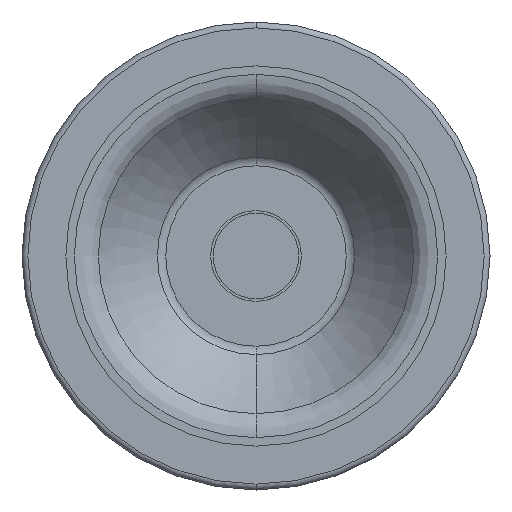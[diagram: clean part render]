
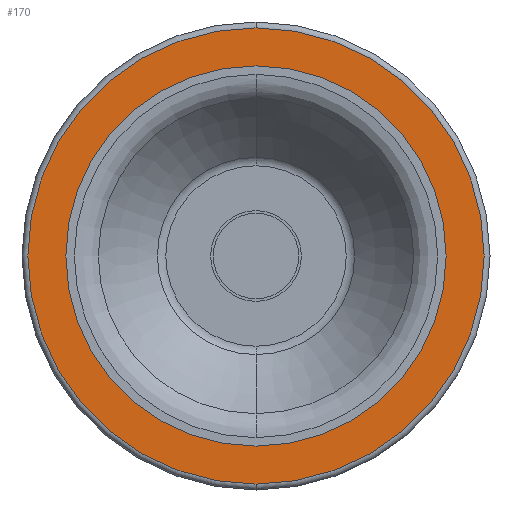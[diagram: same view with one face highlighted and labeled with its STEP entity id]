
A CAD part, front view. The second image highlights one B-rep face of the part: STEP entity #170.
In plain terms, the highlighted planar face has unit normal (0, -1, 0).
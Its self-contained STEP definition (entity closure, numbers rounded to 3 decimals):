
#7 = VERTEX_POINT ( 'NONE', #1034 ) ;
#8 = VERTEX_POINT ( 'NONE', #1033 ) ;
#10 = EDGE_CURVE ( 'NONE', #7, #8, #1032, .T. ) ;
#159 = VERTEX_POINT ( 'NONE', #1043 ) ;
#170 = ADVANCED_FACE ( 'NONE', ( #1083, #1073 ), #1072, .F. ) ;
#242 = EDGE_LOOP ( 'NONE', ( #317, #366 ) ) ;
#254 = EDGE_CURVE ( 'NONE', #255, #159, #1250, .T. ) ;
#255 = VERTEX_POINT ( 'NONE', #1270 ) ;
#281 = EDGE_CURVE ( 'NONE', #159, #255, #1360, .T. ) ;
#284 = ORIENTED_EDGE ( 'NONE', *, *, #254, .F. ) ;
#295 = ORIENTED_EDGE ( 'NONE', *, *, #281, .F. ) ;
#317 = ORIENTED_EDGE ( 'NONE', *, *, #322, .T. ) ;
#322 = EDGE_CURVE ( 'NONE', #8, #7, #1371, .T. ) ;
#360 = EDGE_LOOP ( 'NONE', ( #295, #284 ) ) ;
#366 = ORIENTED_EDGE ( 'NONE', *, *, #10, .T. ) ;
#1004 = DIRECTION ( 'NONE',  ( 0., 0., 1. ) ) ;
#1005 = DIRECTION ( 'NONE',  ( 0., -1., 0. ) ) ;
#1006 = CARTESIAN_POINT ( 'NONE',  ( 0., 0., 0. ) ) ;
#1007 = AXIS2_PLACEMENT_3D ( 'NONE', #1006, #1005, #1004 ) ;
#1032 = CIRCLE ( 'NONE', #1007, 39. ) ;
#1033 = CARTESIAN_POINT ( 'NONE',  ( 0., 0., 39. ) ) ;
#1034 = CARTESIAN_POINT ( 'NONE',  ( 0., 0., -39. ) ) ;
#1043 = CARTESIAN_POINT ( 'NONE',  ( 0., 0., -32.5 ) ) ;
#1069 = DIRECTION ( 'NONE',  ( 0., 1., 0. ) ) ;
#1070 = CARTESIAN_POINT ( 'NONE',  ( -40., 0., 0. ) ) ;
#1071 = AXIS2_PLACEMENT_3D ( 'NONE', #1070, #1069, #1078 ) ;
#1072 = PLANE ( 'NONE',  #1071 ) ;
#1073 = FACE_BOUND ( 'NONE', #360, .T. ) ;
#1078 = DIRECTION ( 'NONE',  ( 0., 0., 1. ) ) ;
#1083 = FACE_OUTER_BOUND ( 'NONE', #242, .T. ) ;
#1246 = DIRECTION ( 'NONE',  ( 0., 0., -1. ) ) ;
#1247 = DIRECTION ( 'NONE',  ( 0., -1., 0. ) ) ;
#1248 = CARTESIAN_POINT ( 'NONE',  ( 0., 0., 0. ) ) ;
#1249 = AXIS2_PLACEMENT_3D ( 'NONE', #1248, #1247, #1246 ) ;
#1250 = CIRCLE ( 'NONE', #1249, 32.5 ) ;
#1270 = CARTESIAN_POINT ( 'NONE',  ( 0., 0., 32.5 ) ) ;
#1318 = DIRECTION ( 'NONE',  ( 0., 0., -1. ) ) ;
#1319 = DIRECTION ( 'NONE',  ( 0., -1., 0. ) ) ;
#1320 = AXIS2_PLACEMENT_3D ( 'NONE', #1338, #1319, #1318 ) ;
#1338 = CARTESIAN_POINT ( 'NONE',  ( 0., 0., 0. ) ) ;
#1360 = CIRCLE ( 'NONE', #1320, 32.5 ) ;
#1368 = DIRECTION ( 'NONE',  ( 0., 0., 1. ) ) ;
#1369 = DIRECTION ( 'NONE',  ( 0., -1., 0. ) ) ;
#1370 = AXIS2_PLACEMENT_3D ( 'NONE', #1376, #1369, #1368 ) ;
#1371 = CIRCLE ( 'NONE', #1370, 39. ) ;
#1376 = CARTESIAN_POINT ( 'NONE',  ( 0., 0., 0. ) ) ;
